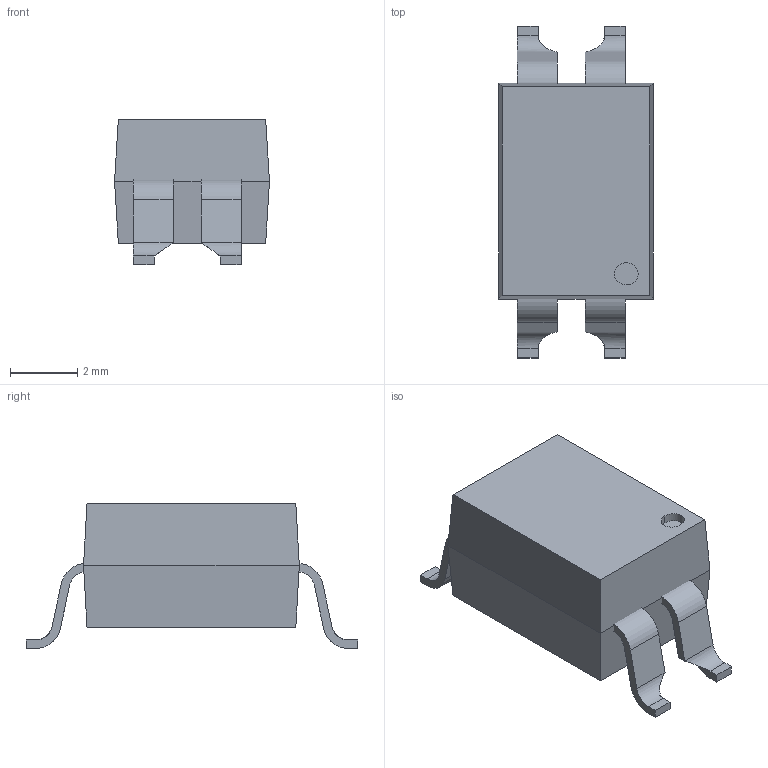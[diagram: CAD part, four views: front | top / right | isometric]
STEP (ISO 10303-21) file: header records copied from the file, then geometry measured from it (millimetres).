
FILE_DESCRIPTION(('FreeCAD Model'),'2;1');
FILE_NAME('TLP214.step','2018-01-03T12:34:03',( 'kicad StepUp'),('ksu MCAD'),'Open CASCADE STEP processor 6.8', 'FreeCAD','Unknown');
FILE_SCHEMA(('AUTOMOTIVE_DESIGN_CC2 { 1 2 10303 214 -1 1 5 4 }'));
Length unit declared in the file: millimetre
Products named in the file (1): TLP214
Bounding box: 4.62 x 9.9 x 4.33 mm (x, y, z)
Volume: 112.5 mm3; surface area: 206.9 mm2
Topology: 3 solids, 3 shells, 65 faces, 162 edges, 104 vertices
Faces by surface type: plane 36, cylinder 16, bspline 13
Entity records: 2364 total; most frequent: CARTESIAN_POINT 445, ORIENTED_EDGE 324, DIRECTION 262, EDGE_CURVE 162, VERTEX_POINT 104, LINE 100, VECTOR 100, AXIS2_PLACEMENT_3D 81
